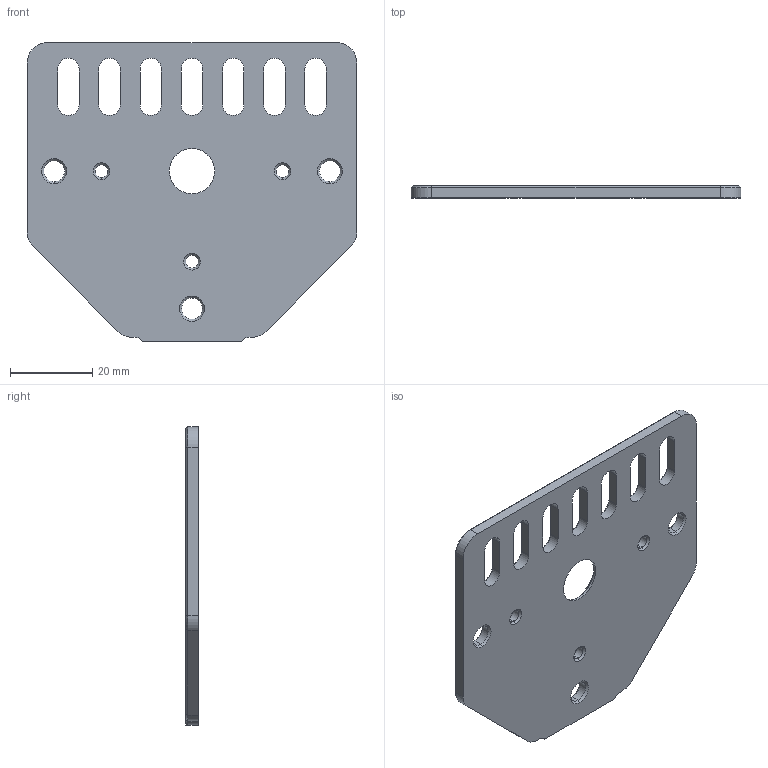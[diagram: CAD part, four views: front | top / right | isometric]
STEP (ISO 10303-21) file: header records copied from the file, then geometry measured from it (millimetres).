
FILE_DESCRIPTION (( 'STEP AP214' ), '1' );
FILE_NAME ('A238 Îïîðíàÿ ïëàñòèíà 72x80 òðàïåöåèäàëüíîãî âèíòà - ïîä äâèãàòåëü Nema 23.STEP', '2020-09-29T07:23:07', ( 'Windows User' ), ( '' ), 'SwSTEP 2.0', 'SolidWorks 2020', '' );
FILE_SCHEMA (( 'AUTOMOTIVE_DESIGN' ));
Length unit declared in the file: millimetre
Products named in the file (1): A238 Îïîðíàÿ ïëàñòèíà 72x80 òðàïåöåèäàëüíîãî âèíòà - ïîä äâèãàòåëü Nema 23
Bounding box: 80 x 3 x 72.5 mm (x, y, z)
Volume: 13263.7 mm3; surface area: 10770.5 mm2
Topology: 1 solids, 1 shells, 146 faces, 354 edges, 211 vertices
Faces by surface type: cone 55, plane 46, cylinder 45
Entity records: 4315 total; most frequent: DIRECTION 791, CARTESIAN_POINT 718, ORIENTED_EDGE 708, EDGE_CURVE 354, AXIS2_PLACEMENT_3D 292, VERTEX_POINT 211, VECTOR 207, LINE 207
